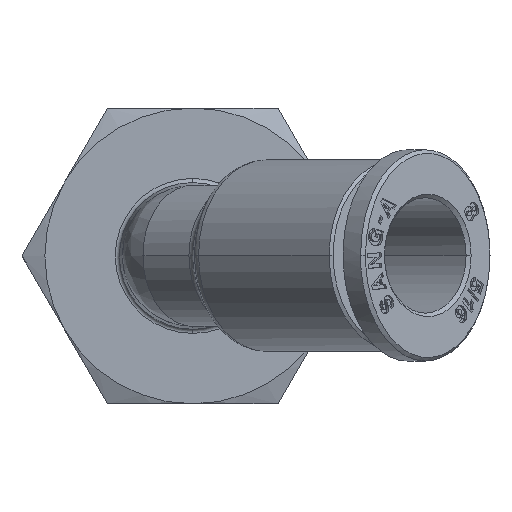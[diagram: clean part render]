
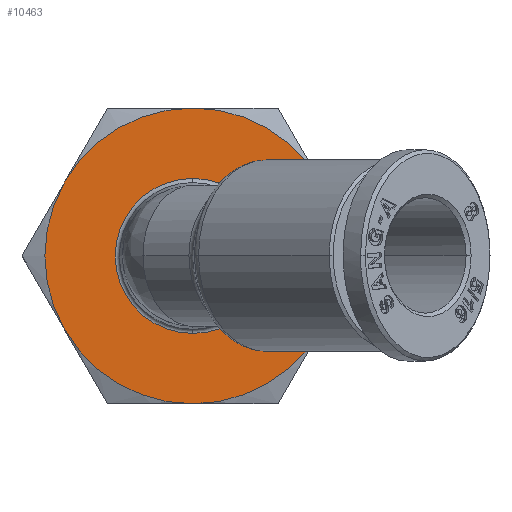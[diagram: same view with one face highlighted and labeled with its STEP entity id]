
A CAD part, top view. The second image highlights one B-rep face of the part: STEP entity #10463.
In plain terms, the highlighted planar face has unit normal (0, 0, 1).
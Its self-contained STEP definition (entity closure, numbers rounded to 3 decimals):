
#105 = EDGE_CURVE ( 'NONE', #9734, #7781, #9461, .T. ) ;
#125 = ORIENTED_EDGE ( 'NONE', *, *, #105, .F. ) ;
#540 = ORIENTED_EDGE ( 'NONE', *, *, #9648, .F. ) ;
#803 = CIRCLE ( 'NONE', #1078, 10.5 ) ;
#819 = VERTEX_POINT ( 'NONE', #6248 ) ;
#1008 = CARTESIAN_POINT ( 'NONE',  ( 0.03, 0., -0.979 ) ) ;
#1078 = AXIS2_PLACEMENT_3D ( 'NONE', #12048, #4745, #8252 ) ;
#1564 = DIRECTION ( 'NONE',  ( 0., 0., -1. ) ) ;
#1739 = DIRECTION ( 'NONE',  ( 0., 1., 0. ) ) ;
#1823 = ORIENTED_EDGE ( 'NONE', *, *, #7034, .F. ) ;
#1986 = EDGE_CURVE ( 'NONE', #13836, #10876, #12753, .T. ) ;
#2052 = CARTESIAN_POINT ( 'NONE',  ( -9.064, -5.25, -0.979 ) ) ;
#2346 = FACE_BOUND ( 'NONE', #3806, .T. ) ;
#2593 = CARTESIAN_POINT ( 'NONE',  ( 0.03, 0., -0.979 ) ) ;
#2658 = EDGE_CURVE ( 'NONE', #819, #10198, #8044, .T. ) ;
#3386 = ORIENTED_EDGE ( 'NONE', *, *, #13988, .F. ) ;
#3438 = DIRECTION ( 'NONE',  ( 0., 1., 0. ) ) ;
#3806 = EDGE_LOOP ( 'NONE', ( #540, #125 ) ) ;
#3908 = AXIS2_PLACEMENT_3D ( 'NONE', #1008, #7106, #3438 ) ;
#3984 = AXIS2_PLACEMENT_3D ( 'NONE', #11834, #9352, #5952 ) ;
#4041 = DIRECTION ( 'NONE',  ( 0., 0., -1. ) ) ;
#4479 = DIRECTION ( 'NONE',  ( 0., 0., -1. ) ) ;
#4745 = DIRECTION ( 'NONE',  ( 0., 0., -1. ) ) ;
#4869 = DIRECTION ( 'NONE',  ( 0., 0., 1. ) ) ;
#5078 = CARTESIAN_POINT ( 'NONE',  ( 0.03, -5.504, -0.979 ) ) ;
#5131 = CARTESIAN_POINT ( 'NONE',  ( 0.03, 5.504, -0.979 ) ) ;
#5250 = CARTESIAN_POINT ( 'NONE',  ( 0.03, 0., -0.979 ) ) ;
#5870 = CARTESIAN_POINT ( 'NONE',  ( 0.03, 10.5, -0.979 ) ) ;
#5952 = DIRECTION ( 'NONE',  ( 0., 1., 0. ) ) ;
#6248 = CARTESIAN_POINT ( 'NONE',  ( 9.123, -5.25, -0.979 ) ) ;
#6302 = CARTESIAN_POINT ( 'NONE',  ( 9.123, 5.25, -0.979 ) ) ;
#6657 = AXIS2_PLACEMENT_3D ( 'NONE', #8687, #1564, #11012 ) ;
#6795 = CIRCLE ( 'NONE', #10600, 5.504 ) ;
#7034 = EDGE_CURVE ( 'NONE', #10198, #11982, #10084, .T. ) ;
#7062 = AXIS2_PLACEMENT_3D ( 'NONE', #9188, #4479, #13943 ) ;
#7106 = DIRECTION ( 'NONE',  ( 0., 0., 1. ) ) ;
#7381 = EDGE_CURVE ( 'NONE', #10490, #13836, #14327, .T. ) ;
#7477 = ORIENTED_EDGE ( 'NONE', *, *, #8176, .F. ) ;
#7748 = ORIENTED_EDGE ( 'NONE', *, *, #2658, .F. ) ;
#7781 = VERTEX_POINT ( 'NONE', #5131 ) ;
#8044 = CIRCLE ( 'NONE', #3984, 10.5 ) ;
#8176 = EDGE_CURVE ( 'NONE', #11982, #10490, #803, .T. ) ;
#8252 = DIRECTION ( 'NONE',  ( 0., 1., 0. ) ) ;
#8673 = CIRCLE ( 'NONE', #6657, 10.5 ) ;
#8687 = CARTESIAN_POINT ( 'NONE',  ( 0.03, 0., -0.979 ) ) ;
#8991 = CARTESIAN_POINT ( 'NONE',  ( -9.064, 5.25, -0.979 ) ) ;
#9188 = CARTESIAN_POINT ( 'NONE',  ( 0.03, 0., -0.979 ) ) ;
#9303 = AXIS2_PLACEMENT_3D ( 'NONE', #5250, #4041, #1739 ) ;
#9352 = DIRECTION ( 'NONE',  ( 0., 0., -1. ) ) ;
#9460 = CARTESIAN_POINT ( 'NONE',  ( 0.03, -10.5, -0.979 ) ) ;
#9461 = CIRCLE ( 'NONE', #3908, 5.504 ) ;
#9648 = EDGE_CURVE ( 'NONE', #7781, #9734, #6795, .T. ) ;
#9734 = VERTEX_POINT ( 'NONE', #5078 ) ;
#9811 = DIRECTION ( 'NONE',  ( 0., 1., 0. ) ) ;
#10084 = CIRCLE ( 'NONE', #11981, 10.5 ) ;
#10181 = AXIS2_PLACEMENT_3D ( 'NONE', #13397, #13344, #14656 ) ;
#10198 = VERTEX_POINT ( 'NONE', #9460 ) ;
#10463 = ADVANCED_FACE ( 'NONE', ( #2346, #14543 ), #14666, .F. ) ;
#10490 = VERTEX_POINT ( 'NONE', #8991 ) ;
#10600 = AXIS2_PLACEMENT_3D ( 'NONE', #11959, #4869, #12015 ) ;
#10848 = DIRECTION ( 'NONE',  ( 0., 0., -1. ) ) ;
#10876 = VERTEX_POINT ( 'NONE', #6302 ) ;
#11012 = DIRECTION ( 'NONE',  ( 0., 1., 0. ) ) ;
#11825 = EDGE_LOOP ( 'NONE', ( #7477, #1823, #7748, #3386, #11885, #12891 ) ) ;
#11834 = CARTESIAN_POINT ( 'NONE',  ( 0.03, 0., -0.979 ) ) ;
#11885 = ORIENTED_EDGE ( 'NONE', *, *, #1986, .F. ) ;
#11959 = CARTESIAN_POINT ( 'NONE',  ( 0.03, 0., -0.979 ) ) ;
#11981 = AXIS2_PLACEMENT_3D ( 'NONE', #2593, #10848, #9811 ) ;
#11982 = VERTEX_POINT ( 'NONE', #2052 ) ;
#12015 = DIRECTION ( 'NONE',  ( 0., 1., 0. ) ) ;
#12048 = CARTESIAN_POINT ( 'NONE',  ( 0.03, 0., -0.979 ) ) ;
#12753 = CIRCLE ( 'NONE', #10181, 10.5 ) ;
#12891 = ORIENTED_EDGE ( 'NONE', *, *, #7381, .F. ) ;
#13344 = DIRECTION ( 'NONE',  ( 0., 0., -1. ) ) ;
#13397 = CARTESIAN_POINT ( 'NONE',  ( 0.03, 0., -0.979 ) ) ;
#13836 = VERTEX_POINT ( 'NONE', #5870 ) ;
#13943 = DIRECTION ( 'NONE',  ( -1., 0., 0. ) ) ;
#13988 = EDGE_CURVE ( 'NONE', #10876, #819, #8673, .T. ) ;
#14327 = CIRCLE ( 'NONE', #9303, 10.5 ) ;
#14543 = FACE_OUTER_BOUND ( 'NONE', #11825, .T. ) ;
#14656 = DIRECTION ( 'NONE',  ( 0., 1., 0. ) ) ;
#14666 = PLANE ( 'NONE',  #7062 ) ;
